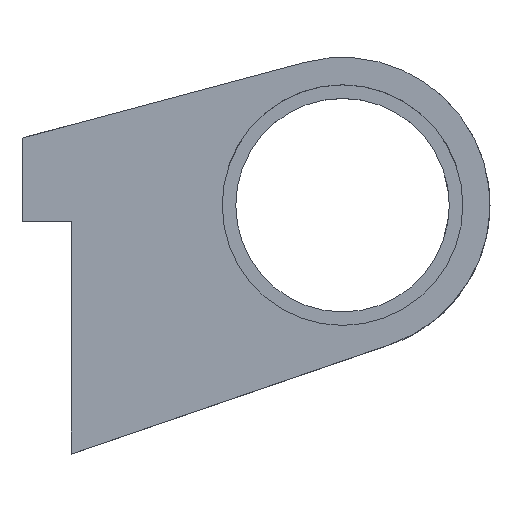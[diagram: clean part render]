
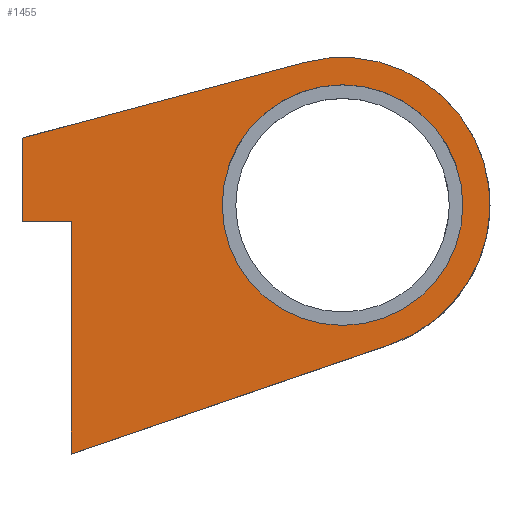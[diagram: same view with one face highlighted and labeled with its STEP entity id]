
A CAD part, top view. The second image highlights one B-rep face of the part: STEP entity #1455.
In plain terms, the highlighted planar face has unit normal (0, 0, 1).
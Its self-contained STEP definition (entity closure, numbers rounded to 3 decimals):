
#1 = CARTESIAN_POINT ( 'NONE',  ( -197.92, 105.907, 41.6 ) ) ;
#68 = DIRECTION ( 'NONE',  ( 0., -1., 0. ) ) ;
#82 = EDGE_LOOP ( 'NONE', ( #1407, #267, #542, #1020, #134, #929 ) ) ;
#86 = CARTESIAN_POINT ( 'NONE',  ( -115.697, 74.172, 41.6 ) ) ;
#99 = LINE ( 'NONE', #86, #1010 ) ;
#105 = CARTESIAN_POINT ( 'NONE',  ( -128.05, 110.108, 41.6 ) ) ;
#112 = AXIS2_PLACEMENT_3D ( 'NONE', #105, #465, #613 ) ;
#120 = VERTEX_POINT ( 'NONE', #690 ) ;
#134 = ORIENTED_EDGE ( 'NONE', *, *, #212, .T. ) ;
#166 = DIRECTION ( 'NONE',  ( -1., 0., 0. ) ) ;
#171 = CARTESIAN_POINT ( 'NONE',  ( -197.92, 105.907, 41.6 ) ) ;
#175 = ORIENTED_EDGE ( 'NONE', *, *, #1504, .T. ) ;
#185 = DIRECTION ( 'NONE',  ( 0., 0., -1. ) ) ;
#212 = EDGE_CURVE ( 'NONE', #1049, #249, #720, .T. ) ;
#237 = LINE ( 'NONE', #835, #1465 ) ;
#249 = VERTEX_POINT ( 'NONE', #369 ) ;
#262 = EDGE_CURVE ( 'NONE', #249, #1226, #237, .T. ) ;
#267 = ORIENTED_EDGE ( 'NONE', *, *, #303, .T. ) ;
#275 = CARTESIAN_POINT ( 'NONE',  ( -197.92, 45.907, 41.6 ) ) ;
#295 = CARTESIAN_POINT ( 'NONE',  ( -128.044, 110.052, 41.6 ) ) ;
#303 = EDGE_CURVE ( 'NONE', #1320, #1281, #492, .T. ) ;
#369 = CARTESIAN_POINT ( 'NONE',  ( -137.885, 146.813, 41.6 ) ) ;
#444 = DIRECTION ( 'NONE',  ( 0., -1., 0. ) ) ;
#451 = VERTEX_POINT ( 'NONE', #275 ) ;
#465 = DIRECTION ( 'NONE',  ( 0., 0., 1. ) ) ;
#469 = VECTOR ( 'NONE', #444, 1000. ) ;
#471 = DIRECTION ( 'NONE',  ( -0.966, -0.259, 0. ) ) ;
#480 = CARTESIAN_POINT ( 'NONE',  ( -115.697, 74.172, 41.6 ) ) ;
#482 = EDGE_CURVE ( 'NONE', #1281, #451, #808, .T. ) ;
#483 = EDGE_CURVE ( 'NONE', #1226, #1320, #791, .T. ) ;
#492 = LINE ( 'NONE', #1, #1435 ) ;
#524 = AXIS2_PLACEMENT_3D ( 'NONE', #295, #788, #1519 ) ;
#542 = ORIENTED_EDGE ( 'NONE', *, *, #482, .T. ) ;
#613 = DIRECTION ( 'NONE',  ( -1., 0., 0. ) ) ;
#638 = CARTESIAN_POINT ( 'NONE',  ( -128.044, 110.052, 41.6 ) ) ;
#646 = DIRECTION ( 'NONE',  ( -1., 0., 0. ) ) ;
#690 = CARTESIAN_POINT ( 'NONE',  ( -97.044, 110.052, 41.6 ) ) ;
#720 = CIRCLE ( 'NONE', #112, 38. ) ;
#758 = CARTESIAN_POINT ( 'NONE',  ( -210.62, 127.324, 41.6 ) ) ;
#788 = DIRECTION ( 'NONE',  ( 0., 0., -1. ) ) ;
#791 = LINE ( 'NONE', #1036, #469 ) ;
#808 = LINE ( 'NONE', #1158, #1439 ) ;
#817 = CIRCLE ( 'NONE', #524, 31.001 ) ;
#835 = CARTESIAN_POINT ( 'NONE',  ( -210.62, 127.324, 41.6 ) ) ;
#877 = EDGE_CURVE ( 'NONE', #451, #1049, #99, .T. ) ;
#895 = EDGE_LOOP ( 'NONE', ( #175, #1265 ) ) ;
#929 = ORIENTED_EDGE ( 'NONE', *, *, #262, .T. ) ;
#981 = FACE_BOUND ( 'NONE', #895, .T. ) ;
#1010 = VECTOR ( 'NONE', #1547, 1000. ) ;
#1020 = ORIENTED_EDGE ( 'NONE', *, *, #877, .T. ) ;
#1024 = FACE_OUTER_BOUND ( 'NONE', #82, .T. ) ;
#1034 = CARTESIAN_POINT ( 'NONE',  ( -128.05, 110.108, 41.6 ) ) ;
#1035 = VERTEX_POINT ( 'NONE', #1582 ) ;
#1036 = CARTESIAN_POINT ( 'NONE',  ( -210.62, 105.907, 41.6 ) ) ;
#1049 = VERTEX_POINT ( 'NONE', #480 ) ;
#1130 = DIRECTION ( 'NONE',  ( 0., 0., -1. ) ) ;
#1139 = CIRCLE ( 'NONE', #1349, 31.001 ) ;
#1158 = CARTESIAN_POINT ( 'NONE',  ( -197.92, 45.907, 41.6 ) ) ;
#1226 = VERTEX_POINT ( 'NONE', #758 ) ;
#1227 = DIRECTION ( 'NONE',  ( 1., 0., 0. ) ) ;
#1260 = PLANE ( 'NONE',  #1507 ) ;
#1265 = ORIENTED_EDGE ( 'NONE', *, *, #1461, .T. ) ;
#1281 = VERTEX_POINT ( 'NONE', #171 ) ;
#1313 = CARTESIAN_POINT ( 'NONE',  ( -210.62, 105.907, 41.6 ) ) ;
#1320 = VERTEX_POINT ( 'NONE', #1313 ) ;
#1349 = AXIS2_PLACEMENT_3D ( 'NONE', #638, #185, #646 ) ;
#1407 = ORIENTED_EDGE ( 'NONE', *, *, #483, .T. ) ;
#1435 = VECTOR ( 'NONE', #1227, 1000. ) ;
#1439 = VECTOR ( 'NONE', #68, 1000. ) ;
#1455 = ADVANCED_FACE ( 'NONE', ( #981, #1024 ), #1260, .F. ) ;
#1461 = EDGE_CURVE ( 'NONE', #120, #1035, #1139, .T. ) ;
#1465 = VECTOR ( 'NONE', #471, 1000. ) ;
#1504 = EDGE_CURVE ( 'NONE', #1035, #120, #817, .T. ) ;
#1507 = AXIS2_PLACEMENT_3D ( 'NONE', #1034, #1130, #166 ) ;
#1519 = DIRECTION ( 'NONE',  ( -1., 0., 0. ) ) ;
#1547 = DIRECTION ( 'NONE',  ( 0.946, 0.325, 0. ) ) ;
#1582 = CARTESIAN_POINT ( 'NONE',  ( -159.045, 110.052, 41.6 ) ) ;
